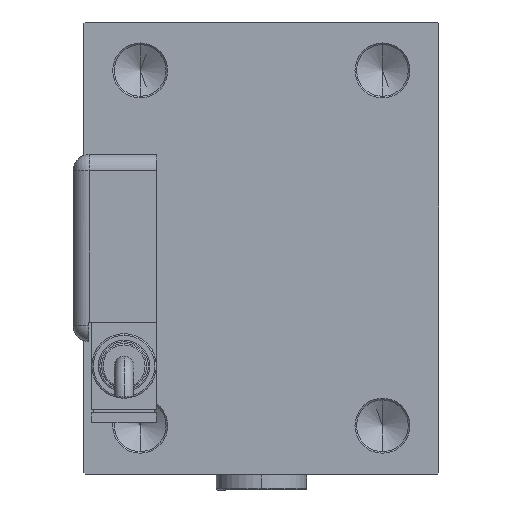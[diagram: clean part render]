
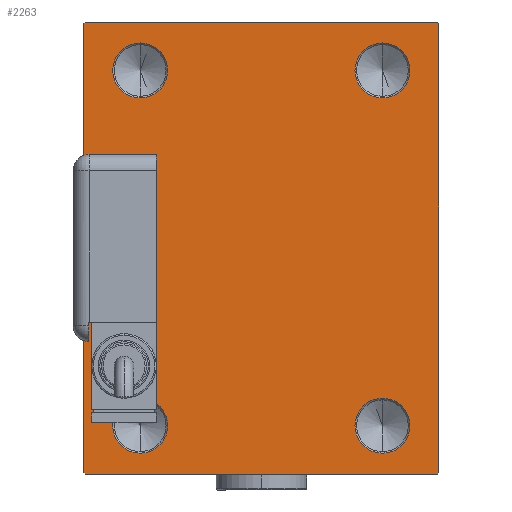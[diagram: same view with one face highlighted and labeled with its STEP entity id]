
A CAD part, left-side view. The second image highlights one B-rep face of the part: STEP entity #2263.
In plain terms, the highlighted face is planar.
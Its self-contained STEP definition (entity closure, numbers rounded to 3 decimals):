
#688 = CARTESIAN_POINT ( 'NONE',  ( 213., -62.25, -62.25 ) ) ;
#1544 = DIRECTION ( 'NONE',  ( 1., 0., 0. ) ) ;
#2263 = ADVANCED_FACE ( 'NONE', ( #39669, #53838, #20312, #21536, #2758 ), #2458, .T. ) ;
#2408 = ORIENTED_EDGE ( 'NONE', *, *, #33538, .T. ) ;
#2458 = PLANE ( 'NONE',  #29608 ) ;
#2758 = FACE_OUTER_BOUND ( 'NONE', #25759, .T. ) ;
#3008 = DIRECTION ( 'NONE',  ( 0., 0., -1. ) ) ;
#3137 = VERTEX_POINT ( 'NONE', #9426 ) ;
#3225 = EDGE_CURVE ( 'NONE', #43060, #3137, #16883, .T. ) ;
#3381 = VERTEX_POINT ( 'NONE', #12167 ) ;
#4146 = ORIENTED_EDGE ( 'NONE', *, *, #14957, .F. ) ;
#4508 = DIRECTION ( 'NONE',  ( 1., 0., 0. ) ) ;
#4804 = DIRECTION ( 'NONE',  ( 0., 0., -1. ) ) ;
#5718 = CIRCLE ( 'NONE', #10631, 8.5 ) ;
#6230 = AXIS2_PLACEMENT_3D ( 'NONE', #28921, #1544, #33849 ) ;
#6573 = DIRECTION ( 'NONE',  ( 0., 0., -1. ) ) ;
#7331 = DIRECTION ( 'NONE',  ( 1., 0., 0. ) ) ;
#7759 = DIRECTION ( 'NONE',  ( 0., -0.707, 0.707 ) ) ;
#8191 = ORIENTED_EDGE ( 'NONE', *, *, #46934, .F. ) ;
#8538 = CARTESIAN_POINT ( 'NONE',  ( 213., 37.5, 55. ) ) ;
#8680 = ORIENTED_EDGE ( 'NONE', *, *, #10562, .T. ) ;
#9031 = CARTESIAN_POINT ( 'NONE',  ( 213., 55., -69.5 ) ) ;
#9261 = VERTEX_POINT ( 'NONE', #15349 ) ;
#9301 = AXIS2_PLACEMENT_3D ( 'NONE', #33216, #51688, #60611 ) ;
#9414 = ORIENTED_EDGE ( 'NONE', *, *, #57789, .F. ) ;
#9426 = CARTESIAN_POINT ( 'NONE',  ( 213., 37.5, 46.5 ) ) ;
#9502 = CARTESIAN_POINT ( 'NONE',  ( 213., -62.25, 62.25 ) ) ;
#9803 = EDGE_CURVE ( 'NONE', #53517, #57639, #59075, .T. ) ;
#9939 = EDGE_CURVE ( 'NONE', #41356, #48554, #14131, .T. ) ;
#10431 = DIRECTION ( 'NONE',  ( 0., -0.707, -0.707 ) ) ;
#10562 = EDGE_CURVE ( 'NONE', #57639, #38872, #60454, .T. ) ;
#10631 = AXIS2_PLACEMENT_3D ( 'NONE', #20005, #24922, #30431 ) ;
#10795 = ORIENTED_EDGE ( 'NONE', *, *, #48236, .T. ) ;
#11503 = EDGE_CURVE ( 'NONE', #31771, #46411, #27839, .T. ) ;
#12015 = DIRECTION ( 'NONE',  ( 1., 0., 0. ) ) ;
#12128 = CARTESIAN_POINT ( 'NONE',  ( 213., -37.5, 46.5 ) ) ;
#12167 = CARTESIAN_POINT ( 'NONE',  ( 213., -37.5, -63.5 ) ) ;
#12186 = CARTESIAN_POINT ( 'NONE',  ( 213., -37.5, 63.5 ) ) ;
#12328 = CARTESIAN_POINT ( 'NONE',  ( 213., -37.5, 55. ) ) ;
#12400 = AXIS2_PLACEMENT_3D ( 'NONE', #8538, #7331, #3008 ) ;
#12471 = ORIENTED_EDGE ( 'NONE', *, *, #3225, .F. ) ;
#12923 = AXIS2_PLACEMENT_3D ( 'NONE', #48190, #23905, #43880 ) ;
#13904 = VERTEX_POINT ( 'NONE', #31169 ) ;
#14131 = LINE ( 'NONE', #9502, #36651 ) ;
#14254 = CARTESIAN_POINT ( 'NONE',  ( 213., -55., 70. ) ) ;
#14957 = EDGE_CURVE ( 'NONE', #3381, #9261, #41725, .T. ) ;
#15349 = CARTESIAN_POINT ( 'NONE',  ( 213., -37.5, -46.5 ) ) ;
#15557 = VECTOR ( 'NONE', #28682, 1000. ) ;
#16626 = EDGE_CURVE ( 'NONE', #9261, #3381, #28906, .T. ) ;
#16649 = DIRECTION ( 'NONE',  ( 0., 0., -1. ) ) ;
#16883 = CIRCLE ( 'NONE', #12923, 8.5 ) ;
#16950 = CARTESIAN_POINT ( 'NONE',  ( 213., -55., -70. ) ) ;
#17206 = CARTESIAN_POINT ( 'NONE',  ( 213., 55., 70. ) ) ;
#17740 = ORIENTED_EDGE ( 'NONE', *, *, #55153, .T. ) ;
#17981 = VECTOR ( 'NONE', #49869, 1000. ) ;
#18324 = CARTESIAN_POINT ( 'NONE',  ( 213., 62.25, -62.25 ) ) ;
#20005 = CARTESIAN_POINT ( 'NONE',  ( 213., 37.5, -55. ) ) ;
#20312 = FACE_BOUND ( 'NONE', #21770, .T. ) ;
#20722 = CARTESIAN_POINT ( 'NONE',  ( 213., -37.5, 55. ) ) ;
#20986 = VECTOR ( 'NONE', #22074, 1000. ) ;
#21233 = CARTESIAN_POINT ( 'NONE',  ( 213., 0., 0. ) ) ;
#21536 = FACE_BOUND ( 'NONE', #32866, .T. ) ;
#21770 = EDGE_LOOP ( 'NONE', ( #58835, #4146 ) ) ;
#22074 = DIRECTION ( 'NONE',  ( 0., 0., -1. ) ) ;
#22762 = VERTEX_POINT ( 'NONE', #51731 ) ;
#23139 = ORIENTED_EDGE ( 'NONE', *, *, #52024, .T. ) ;
#23905 = DIRECTION ( 'NONE',  ( 1., 0., 0. ) ) ;
#24914 = VECTOR ( 'NONE', #46600, 1000. ) ;
#24922 = DIRECTION ( 'NONE',  ( 1., 0., 0. ) ) ;
#25759 = EDGE_LOOP ( 'NONE', ( #17740, #32792, #23139, #2408, #31674, #8680, #52566, #10795 ) ) ;
#25860 = CIRCLE ( 'NONE', #6230, 8.5 ) ;
#25910 = CARTESIAN_POINT ( 'NONE',  ( 213., -55., -69.5 ) ) ;
#26025 = VECTOR ( 'NONE', #31032, 1000. ) ;
#26581 = VECTOR ( 'NONE', #30783, 1000. ) ;
#26687 = EDGE_LOOP ( 'NONE', ( #26695, #48626 ) ) ;
#26695 = ORIENTED_EDGE ( 'NONE', *, *, #11503, .F. ) ;
#27839 = CIRCLE ( 'NONE', #45542, 8.5 ) ;
#28112 = CIRCLE ( 'NONE', #12400, 8.5 ) ;
#28682 = DIRECTION ( 'NONE',  ( 0., 0.707, -0.707 ) ) ;
#28906 = CIRCLE ( 'NONE', #50537, 8.5 ) ;
#28921 = CARTESIAN_POINT ( 'NONE',  ( 213., 37.5, -55. ) ) ;
#29608 = AXIS2_PLACEMENT_3D ( 'NONE', #21233, #39971, #58737 ) ;
#30254 = CARTESIAN_POINT ( 'NONE',  ( 213., -54.5, -70. ) ) ;
#30431 = DIRECTION ( 'NONE',  ( 0., 0., -1. ) ) ;
#30783 = DIRECTION ( 'NONE',  ( 0., 0., 1. ) ) ;
#30971 = LINE ( 'NONE', #14254, #20986 ) ;
#31032 = DIRECTION ( 'NONE',  ( 0., -1., 0. ) ) ;
#31169 = CARTESIAN_POINT ( 'NONE',  ( 213., 55., 69.5 ) ) ;
#31304 = EDGE_LOOP ( 'NONE', ( #12471, #9414 ) ) ;
#31674 = ORIENTED_EDGE ( 'NONE', *, *, #9803, .T. ) ;
#31771 = VERTEX_POINT ( 'NONE', #12186 ) ;
#32524 = VERTEX_POINT ( 'NONE', #56216 ) ;
#32792 = ORIENTED_EDGE ( 'NONE', *, *, #9939, .T. ) ;
#32866 = EDGE_LOOP ( 'NONE', ( #55591, #8191 ) ) ;
#33216 = CARTESIAN_POINT ( 'NONE',  ( 213., -37.5, -55. ) ) ;
#33247 = VERTEX_POINT ( 'NONE', #25910 ) ;
#33538 = EDGE_CURVE ( 'NONE', #33247, #53517, #46841, .T. ) ;
#33849 = DIRECTION ( 'NONE',  ( 0., 0., -1. ) ) ;
#33853 = EDGE_CURVE ( 'NONE', #22762, #44702, #5718, .T. ) ;
#35148 = LINE ( 'NONE', #53920, #39677 ) ;
#35419 = LINE ( 'NONE', #53580, #26581 ) ;
#35609 = CARTESIAN_POINT ( 'NONE',  ( 213., -55., 69.5 ) ) ;
#36651 = VECTOR ( 'NONE', #10431, 1000. ) ;
#38872 = VERTEX_POINT ( 'NONE', #9031 ) ;
#39353 = EDGE_CURVE ( 'NONE', #38872, #13904, #35419, .T. ) ;
#39669 = FACE_BOUND ( 'NONE', #31304, .T. ) ;
#39677 = VECTOR ( 'NONE', #7759, 1000. ) ;
#39971 = DIRECTION ( 'NONE',  ( 1., 0., 0. ) ) ;
#40886 = LINE ( 'NONE', #17206, #26025 ) ;
#40942 = CARTESIAN_POINT ( 'NONE',  ( 213., 37.5, -63.5 ) ) ;
#41356 = VERTEX_POINT ( 'NONE', #47062 ) ;
#41725 = CIRCLE ( 'NONE', #9301, 8.5 ) ;
#43060 = VERTEX_POINT ( 'NONE', #48195 ) ;
#43880 = DIRECTION ( 'NONE',  ( 0., 0., -1. ) ) ;
#44702 = VERTEX_POINT ( 'NONE', #40942 ) ;
#45542 = AXIS2_PLACEMENT_3D ( 'NONE', #12328, #12015, #16649 ) ;
#46411 = VERTEX_POINT ( 'NONE', #12128 ) ;
#46600 = DIRECTION ( 'NONE',  ( 0., 0.707, 0.707 ) ) ;
#46841 = LINE ( 'NONE', #688, #15557 ) ;
#46934 = EDGE_CURVE ( 'NONE', #44702, #22762, #25860, .T. ) ;
#47062 = CARTESIAN_POINT ( 'NONE',  ( 213., -54.5, 70. ) ) ;
#48190 = CARTESIAN_POINT ( 'NONE',  ( 213., 37.5, 55. ) ) ;
#48195 = CARTESIAN_POINT ( 'NONE',  ( 213., 37.5, 63.5 ) ) ;
#48236 = EDGE_CURVE ( 'NONE', #13904, #32524, #35148, .T. ) ;
#48554 = VERTEX_POINT ( 'NONE', #35609 ) ;
#48626 = ORIENTED_EDGE ( 'NONE', *, *, #60426, .F. ) ;
#48851 = CIRCLE ( 'NONE', #60605, 8.5 ) ;
#49869 = DIRECTION ( 'NONE',  ( 0., 1., 0. ) ) ;
#50537 = AXIS2_PLACEMENT_3D ( 'NONE', #55886, #4508, #4804 ) ;
#51688 = DIRECTION ( 'NONE',  ( 1., 0., 0. ) ) ;
#51731 = CARTESIAN_POINT ( 'NONE',  ( 213., 37.5, -46.5 ) ) ;
#52024 = EDGE_CURVE ( 'NONE', #48554, #33247, #30971, .T. ) ;
#52566 = ORIENTED_EDGE ( 'NONE', *, *, #39353, .T. ) ;
#53517 = VERTEX_POINT ( 'NONE', #30254 ) ;
#53580 = CARTESIAN_POINT ( 'NONE',  ( 213., 55., -70. ) ) ;
#53838 = FACE_BOUND ( 'NONE', #26687, .T. ) ;
#53920 = CARTESIAN_POINT ( 'NONE',  ( 213., 62.25, 62.25 ) ) ;
#53946 = DIRECTION ( 'NONE',  ( 1., 0., 0. ) ) ;
#55153 = EDGE_CURVE ( 'NONE', #32524, #41356, #40886, .T. ) ;
#55591 = ORIENTED_EDGE ( 'NONE', *, *, #33853, .F. ) ;
#55886 = CARTESIAN_POINT ( 'NONE',  ( 213., -37.5, -55. ) ) ;
#56216 = CARTESIAN_POINT ( 'NONE',  ( 213., 54.5, 70. ) ) ;
#56258 = CARTESIAN_POINT ( 'NONE',  ( 213., 54.5, -70. ) ) ;
#57639 = VERTEX_POINT ( 'NONE', #56258 ) ;
#57789 = EDGE_CURVE ( 'NONE', #3137, #43060, #28112, .T. ) ;
#58737 = DIRECTION ( 'NONE',  ( 0., 0., -1. ) ) ;
#58835 = ORIENTED_EDGE ( 'NONE', *, *, #16626, .F. ) ;
#59075 = LINE ( 'NONE', #16950, #17981 ) ;
#60426 = EDGE_CURVE ( 'NONE', #46411, #31771, #48851, .T. ) ;
#60454 = LINE ( 'NONE', #18324, #24914 ) ;
#60605 = AXIS2_PLACEMENT_3D ( 'NONE', #20722, #53946, #6573 ) ;
#60611 = DIRECTION ( 'NONE',  ( 0., 0., -1. ) ) ;
